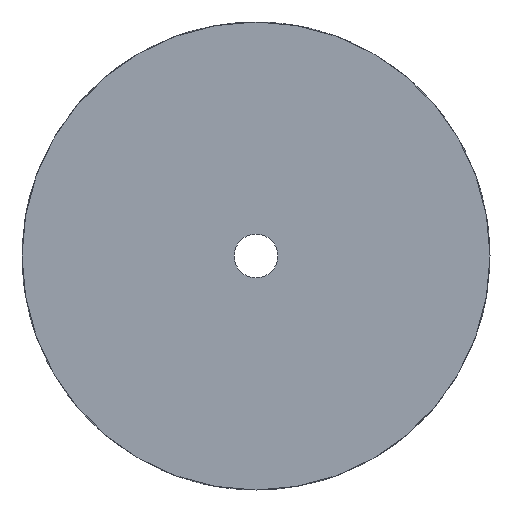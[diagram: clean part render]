
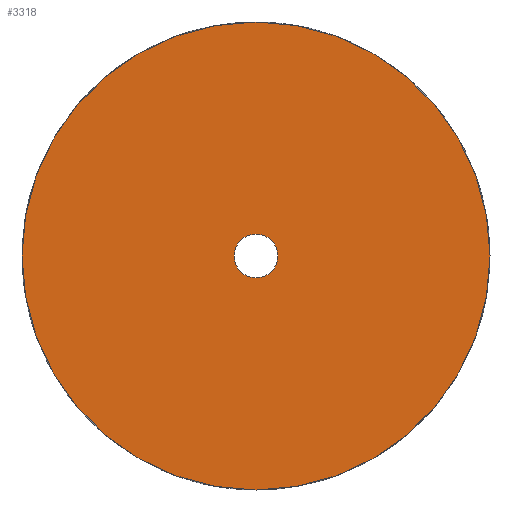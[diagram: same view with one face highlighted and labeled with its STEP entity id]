
A CAD part, front view. The second image highlights one B-rep face of the part: STEP entity #3318.
In plain terms, the highlighted planar face has unit normal (0, -1, 0).
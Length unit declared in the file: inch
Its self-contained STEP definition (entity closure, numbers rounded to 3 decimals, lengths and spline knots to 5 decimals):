
#78 = CARTESIAN_POINT ( 'NONE',  ( 0., 0., 0. ) ) ;
#321 = DIRECTION ( 'NONE',  ( 0., 0., 1. ) ) ;
#517 = AXIS2_PLACEMENT_3D ( 'NONE', #2125, #7325, #3327 ) ;
#610 = DIRECTION ( 'NONE',  ( 0., 1., 0. ) ) ;
#855 = DIRECTION ( 'NONE',  ( 0., 1., 0. ) ) ;
#1240 = FACE_OUTER_BOUND ( 'NONE', #4685, .T. ) ;
#1393 = PLANE ( 'NONE',  #3228 ) ;
#1495 = AXIS2_PLACEMENT_3D ( 'NONE', #78, #610, #5143 ) ;
#1879 = DIRECTION ( 'NONE',  ( 0., 0., 1. ) ) ;
#1954 = CARTESIAN_POINT ( 'NONE',  ( 0., 0., -0.1875 ) ) ;
#2020 = CIRCLE ( 'NONE', #6482, 2. ) ;
#2125 = CARTESIAN_POINT ( 'NONE',  ( 0., 0., 0. ) ) ;
#2289 = VERTEX_POINT ( 'NONE', #5275 ) ;
#2423 = EDGE_CURVE ( 'NONE', #2289, #3789, #2020, .T. ) ;
#2450 = CARTESIAN_POINT ( 'NONE',  ( 0., 0., 0. ) ) ;
#2579 = CIRCLE ( 'NONE', #1495, 0.1875 ) ;
#3090 = ORIENTED_EDGE ( 'NONE', *, *, #5309, .F. ) ;
#3228 = AXIS2_PLACEMENT_3D ( 'NONE', #5278, #5391, #1879 ) ;
#3318 = ADVANCED_FACE ( 'NONE', ( #6413, #1240 ), #1393, .F. ) ;
#3327 = DIRECTION ( 'NONE',  ( 0., 0., 1. ) ) ;
#3714 = CIRCLE ( 'NONE', #4682, 0.1875 ) ;
#3781 = CIRCLE ( 'NONE', #517, 2. ) ;
#3789 = VERTEX_POINT ( 'NONE', #4523 ) ;
#4435 = EDGE_CURVE ( 'NONE', #5864, #4623, #3714, .T. ) ;
#4523 = CARTESIAN_POINT ( 'NONE',  ( 0., 0., -2. ) ) ;
#4551 = EDGE_LOOP ( 'NONE', ( #6210, #4793 ) ) ;
#4623 = VERTEX_POINT ( 'NONE', #1954 ) ;
#4682 = AXIS2_PLACEMENT_3D ( 'NONE', #2450, #5205, #5282 ) ;
#4685 = EDGE_LOOP ( 'NONE', ( #6632, #3090 ) ) ;
#4710 = CARTESIAN_POINT ( 'NONE',  ( 0., 0., 0.1875 ) ) ;
#4793 = ORIENTED_EDGE ( 'NONE', *, *, #5529, .T. ) ;
#5143 = DIRECTION ( 'NONE',  ( 0., 0., 1. ) ) ;
#5205 = DIRECTION ( 'NONE',  ( 0., 1., 0. ) ) ;
#5275 = CARTESIAN_POINT ( 'NONE',  ( 0., 0., 2. ) ) ;
#5278 = CARTESIAN_POINT ( 'NONE',  ( 0., 0., 0. ) ) ;
#5282 = DIRECTION ( 'NONE',  ( 0., 0., 1. ) ) ;
#5309 = EDGE_CURVE ( 'NONE', #3789, #2289, #3781, .T. ) ;
#5391 = DIRECTION ( 'NONE',  ( 0., 1., 0. ) ) ;
#5529 = EDGE_CURVE ( 'NONE', #4623, #5864, #2579, .T. ) ;
#5864 = VERTEX_POINT ( 'NONE', #4710 ) ;
#6210 = ORIENTED_EDGE ( 'NONE', *, *, #4435, .T. ) ;
#6413 = FACE_BOUND ( 'NONE', #4551, .T. ) ;
#6482 = AXIS2_PLACEMENT_3D ( 'NONE', #7196, #855, #321 ) ;
#6632 = ORIENTED_EDGE ( 'NONE', *, *, #2423, .F. ) ;
#7196 = CARTESIAN_POINT ( 'NONE',  ( 0., 0., 0. ) ) ;
#7325 = DIRECTION ( 'NONE',  ( 0., 1., 0. ) ) ;
